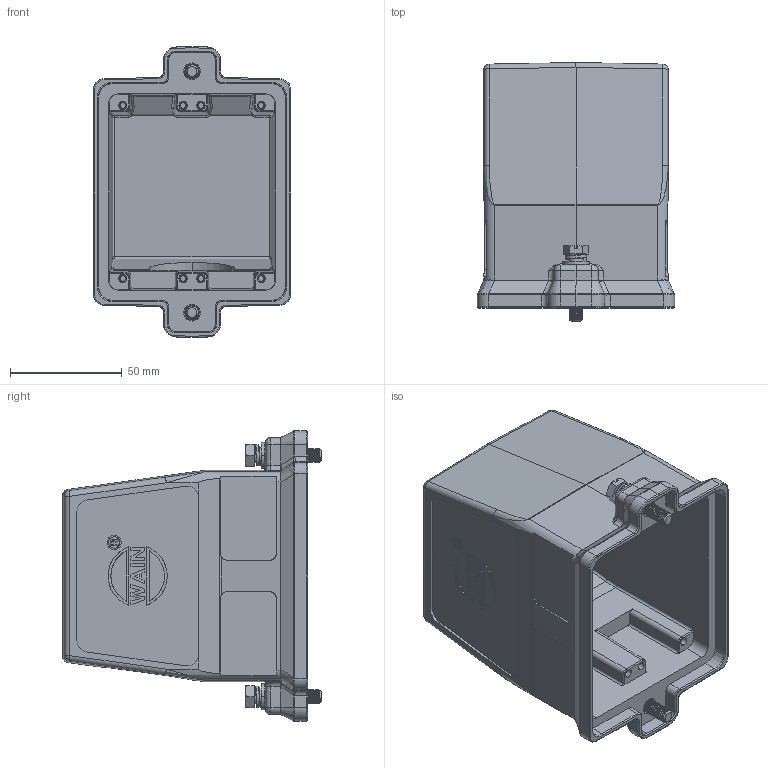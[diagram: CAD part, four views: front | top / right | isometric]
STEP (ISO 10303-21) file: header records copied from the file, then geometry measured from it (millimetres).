
FILE_DESCRIPTION((''),'2;1');
FILE_NAME('PRT0029','2024-01-31T',('13001'),(''),'PRO/ENGINEER BY PARAMETRIC TECHNOLOGY CORPORATION, 2012480','PRO/ENGINEER BY PARAMETRIC TECHNOLOGY CORPORATION, 2012480','');
FILE_SCHEMA(('CONFIG_CONTROL_DESIGN'));
Length unit declared in the file: millimetre
Products named in the file (1): PRT0029
Bounding box: 88.3 x 115.75 x 130 mm (x, y, z)
Volume: 216664 mm3; surface area: 88812.3 mm2
Topology: 1 solids, 1 shells, 917 faces, 2373 edges, 1502 vertices
Faces by surface type: plane 336, cylinder 319, torus 106, cone 78, bspline 54, sphere 12, extrusion 12
Entity records: 37327 total; most frequent: CARTESIAN_POINT 15892, ORIENTED_EDGE 4722, DIRECTION 4058, EDGE_CURVE 2361, VERTEX_POINT 1502, AXIS2_PLACEMENT_3D 1445, VECTOR 1168, LINE 1156
